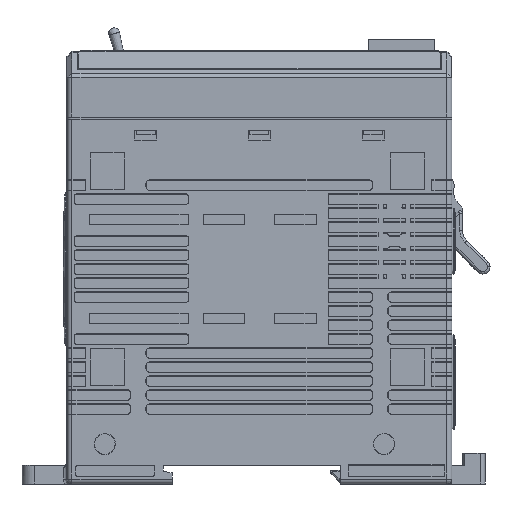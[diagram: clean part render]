
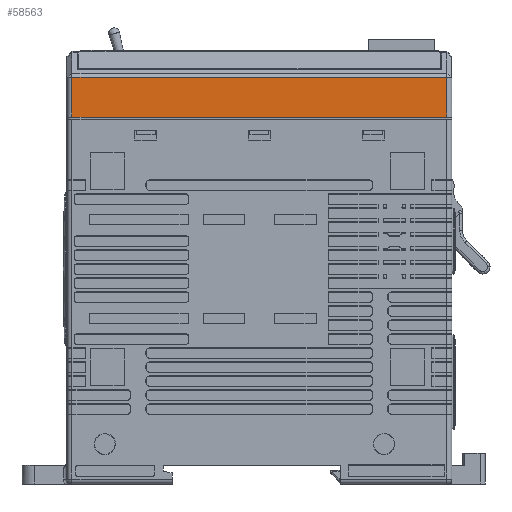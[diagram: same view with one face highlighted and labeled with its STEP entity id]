
A CAD part, left-side view. The second image highlights one B-rep face of the part: STEP entity #58563.
In plain terms, the highlighted planar face has unit normal (-1, 0, 0).
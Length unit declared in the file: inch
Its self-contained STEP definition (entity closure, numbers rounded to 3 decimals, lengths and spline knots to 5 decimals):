
#7784 = EDGE_CURVE ( 'NONE', #78228, #20165, #107617, .T. ) ;
#12052 = CARTESIAN_POINT ( 'NONE',  ( -1.14711, 1.5549, 2.74295 ) ) ;
#15330 = DIRECTION ( 'NONE',  ( 0., 0., -1. ) ) ;
#16395 = ORIENTED_EDGE ( 'NONE', *, *, #7784, .T. ) ;
#20165 = VERTEX_POINT ( 'NONE', #22120 ) ;
#22120 = CARTESIAN_POINT ( 'NONE',  ( -1.14711, -1.39786, 2.74295 ) ) ;
#25479 = AXIS2_PLACEMENT_3D ( 'NONE', #105422, #49069, #66872 ) ;
#34475 = VECTOR ( 'NONE', #45248, 39.37008 ) ;
#38558 = EDGE_CURVE ( 'NONE', #110069, #78228, #72286, .T. ) ;
#44357 = ORIENTED_EDGE ( 'NONE', *, *, #68409, .T. ) ;
#45248 = DIRECTION ( 'NONE',  ( 0., 1., 0. ) ) ;
#47895 = ORIENTED_EDGE ( 'NONE', *, *, #61507, .T. ) ;
#49069 = DIRECTION ( 'NONE',  ( -1., 0., 0. ) ) ;
#50927 = VERTEX_POINT ( 'NONE', #52195 ) ;
#51286 = DIRECTION ( 'NONE',  ( 0., -1., 0. ) ) ;
#52195 = CARTESIAN_POINT ( 'NONE',  ( -1.14711, -1.39786, 3.05734 ) ) ;
#52900 = ORIENTED_EDGE ( 'NONE', *, *, #38558, .T. ) ;
#54192 = FACE_OUTER_BOUND ( 'NONE', #84467, .T. ) ;
#58563 = ADVANCED_FACE ( 'NONE', ( #54192 ), #104218, .T. ) ;
#61507 = EDGE_CURVE ( 'NONE', #20165, #50927, #114568, .T. ) ;
#62452 = LINE ( 'NONE', #118756, #34475 ) ;
#66872 = DIRECTION ( 'NONE',  ( 0., 0., 1. ) ) ;
#67885 = CARTESIAN_POINT ( 'NONE',  ( -1.14711, -0.14784, 2.74295 ) ) ;
#68409 = EDGE_CURVE ( 'NONE', #50927, #110069, #62452, .T. ) ;
#72286 = LINE ( 'NONE', #99246, #84803 ) ;
#72827 = VECTOR ( 'NONE', #116373, 39.37008 ) ;
#78228 = VERTEX_POINT ( 'NONE', #12052 ) ;
#84467 = EDGE_LOOP ( 'NONE', ( #47895, #44357, #52900, #16395 ) ) ;
#84803 = VECTOR ( 'NONE', #15330, 39.37008 ) ;
#88997 = VECTOR ( 'NONE', #51286, 39.37008 ) ;
#92227 = CARTESIAN_POINT ( 'NONE',  ( -1.14711, 1.5549, 3.05734 ) ) ;
#99246 = CARTESIAN_POINT ( 'NONE',  ( -1.14711, 1.5549, -1.04757 ) ) ;
#104218 = PLANE ( 'NONE',  #25479 ) ;
#105422 = CARTESIAN_POINT ( 'NONE',  ( -1.14711, -0.14784, -1.04757 ) ) ;
#107617 = LINE ( 'NONE', #67885, #88997 ) ;
#110069 = VERTEX_POINT ( 'NONE', #92227 ) ;
#113971 = CARTESIAN_POINT ( 'NONE',  ( -1.14711, -1.39786, -1.04757 ) ) ;
#114568 = LINE ( 'NONE', #113971, #72827 ) ;
#116373 = DIRECTION ( 'NONE',  ( 0., 0., 1. ) ) ;
#118756 = CARTESIAN_POINT ( 'NONE',  ( -1.14711, -0.14784, 3.05734 ) ) ;
